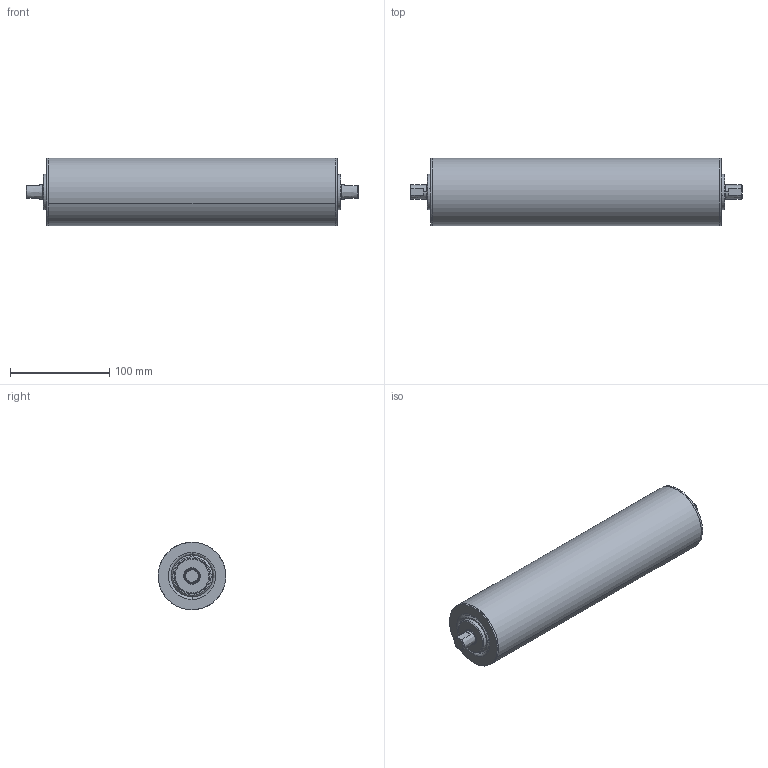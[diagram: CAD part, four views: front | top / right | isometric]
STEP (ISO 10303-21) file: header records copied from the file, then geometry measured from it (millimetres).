
FILE_DESCRIPTION(('FreeCAD Model'),'2;1');
FILE_NAME('Open CASCADE Shape Model','2025-05-08T05:35:10',('FreeCAD'),( 'FreeCAD'),'Open CASCADE STEP processor 7.6','FreeCAD','Unknown');
FILE_SCHEMA(('AUTOMOTIVE_DESIGN { 1 0 10303 214 1 1 1 1 }'));
Length unit declared in the file: millimetre
Products named in the file (1): Open CASCADE STEP translator 7.6 1
Bounding box: 335.07 x 68.12 x 68.13 mm (x, y, z)
Volume: 326349.6 mm3; surface area: 209757.4 mm2
Topology: 12 solids, 12 shells, 496 faces, 1430 edges, 942 vertices
Faces by surface type: bspline 496
Entity records: 24266 total; most frequent: CARTESIAN_POINT 16557, ORIENTED_EDGE 2860, EDGE_CURVE 1430, VERTEX_POINT 942, B_SPLINE_CURVE_WITH_KNOTS 682, FACE_BOUND 582, EDGE_LOOP 582, ADVANCED_FACE 496
